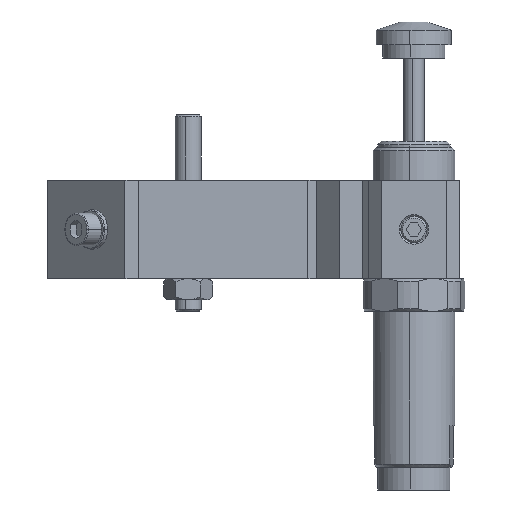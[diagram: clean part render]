
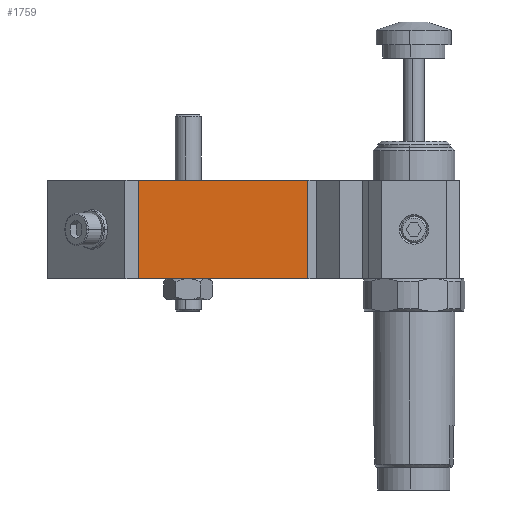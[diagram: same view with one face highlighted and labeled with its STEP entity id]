
A CAD part, front view. The second image highlights one B-rep face of the part: STEP entity #1759.
In plain terms, the highlighted planar face has unit normal (0, -1, 0).
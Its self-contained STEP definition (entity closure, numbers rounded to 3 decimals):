
#291 = ORIENTED_EDGE ( 'NONE', *, *, #4383, .T. ) ;
#299 = ORIENTED_EDGE ( 'NONE', *, *, #3949, .F. ) ;
#326 = CARTESIAN_POINT ( 'NONE',  ( 14.731, 19.769, 30. ) ) ;
#450 = VERTEX_POINT ( 'NONE', #1247 ) ;
#510 = CARTESIAN_POINT ( 'NONE',  ( 23.451, 19.769, 21. ) ) ;
#542 = AXIS2_PLACEMENT_3D ( 'NONE', #1685, #2181, #5027 ) ;
#556 = CARTESIAN_POINT ( 'NONE',  ( 14.731, 19.769, 0. ) ) ;
#569 = ORIENTED_EDGE ( 'NONE', *, *, #1064, .F. ) ;
#604 = LINE ( 'NONE', #6171, #1723 ) ;
#801 = CARTESIAN_POINT ( 'NONE',  ( 23.451, 19.769, 15. ) ) ;
#1003 = VECTOR ( 'NONE', #2653, 1000. ) ;
#1064 = EDGE_CURVE ( 'NONE', #5800, #1842, #604, .T. ) ;
#1233 = EDGE_LOOP ( 'NONE', ( #4433, #1666 ) ) ;
#1247 = CARTESIAN_POINT ( 'NONE',  ( 23.451, 19.769, 15. ) ) ;
#1380 = CARTESIAN_POINT ( 'NONE',  ( 14.965, 19.769, 9. ) ) ;
#1565 = PLANE ( 'NONE',  #542 ) ;
#1579 = VERTEX_POINT ( 'NONE', #326 ) ;
#1632 = VECTOR ( 'NONE', #3273, 1000. ) ;
#1666 = ORIENTED_EDGE ( 'NONE', *, *, #4358, .T. ) ;
#1685 = CARTESIAN_POINT ( 'NONE',  ( 5.961, 19.769, 0. ) ) ;
#1701 = LINE ( 'NONE', #2943, #4805 ) ;
#1723 = VECTOR ( 'NONE', #4543, 1000. ) ;
#1759 = ADVANCED_FACE ( 'NONE', ( #6026, #3114 ), #1565, .F. ) ;
#1842 = VERTEX_POINT ( 'NONE', #556 ) ;
#2181 = DIRECTION ( 'NONE',  ( 0., 1., 0. ) ) ;
#2447 = ORIENTED_EDGE ( 'NONE', *, *, #5625, .T. ) ;
#2653 = DIRECTION ( 'NONE',  ( -1., 0., 0. ) ) ;
#2849 = DIRECTION ( 'NONE',  ( 0., 0., 1. ) ) ;
#2943 = CARTESIAN_POINT ( 'NONE',  ( 14.731, 19.769, 30. ) ) ;
#3114 = FACE_OUTER_BOUND ( 'NONE', #4422, .T. ) ;
#3125 =( BOUNDED_CURVE ( )  B_SPLINE_CURVE ( 3, ( #5432, #3256, #510, #3227 ),
 .UNSPECIFIED., .F., .F. ) 
 B_SPLINE_CURVE_WITH_KNOTS ( ( 4, 4 ),
 ( 0., 3.142 ),
 .UNSPECIFIED. ) 
 CURVE ( )  GEOMETRIC_REPRESENTATION_ITEM ( )  RATIONAL_B_SPLINE_CURVE ( ( 1., 0.333, 0.333, 1. ) ) 
 REPRESENTATION_ITEM ( '' )  );
#3135 = CARTESIAN_POINT ( 'NONE',  ( 77.831, 19.769, 30. ) ) ;
#3227 = CARTESIAN_POINT ( 'NONE',  ( 23.451, 19.769, 15. ) ) ;
#3256 = CARTESIAN_POINT ( 'NONE',  ( 14.965, 19.769, 21. ) ) ;
#3273 = DIRECTION ( 'NONE',  ( 0., 0., 1. ) ) ;
#3611 = CARTESIAN_POINT ( 'NONE',  ( 23.451, 19.769, 9. ) ) ;
#3807 = CARTESIAN_POINT ( 'NONE',  ( 77.831, 19.769, 0. ) ) ;
#3874 =( BOUNDED_CURVE ( )  B_SPLINE_CURVE ( 3, ( #801, #3611, #1380, #5219 ),
 .UNSPECIFIED., .F., .F. ) 
 B_SPLINE_CURVE_WITH_KNOTS ( ( 4, 4 ),
 ( 3.142, 6.283 ),
 .UNSPECIFIED. ) 
 CURVE ( )  GEOMETRIC_REPRESENTATION_ITEM ( )  RATIONAL_B_SPLINE_CURVE ( ( 1., 0.333, 0.333, 1. ) ) 
 REPRESENTATION_ITEM ( '' )  );
#3949 = EDGE_CURVE ( 'NONE', #1842, #1579, #1701, .T. ) ;
#4358 = EDGE_CURVE ( 'NONE', #6049, #450, #3125, .T. ) ;
#4383 = EDGE_CURVE ( 'NONE', #5000, #1579, #6346, .T. ) ;
#4412 = CARTESIAN_POINT ( 'NONE',  ( 77.831, 19.769, 0. ) ) ;
#4422 = EDGE_LOOP ( 'NONE', ( #569, #2447, #291, #299 ) ) ;
#4433 = ORIENTED_EDGE ( 'NONE', *, *, #6646, .T. ) ;
#4543 = DIRECTION ( 'NONE',  ( -1., 0., 0. ) ) ;
#4805 = VECTOR ( 'NONE', #2849, 1000. ) ;
#5000 = VERTEX_POINT ( 'NONE', #3135 ) ;
#5027 = DIRECTION ( 'NONE',  ( 0., 0., 1. ) ) ;
#5219 = CARTESIAN_POINT ( 'NONE',  ( 14.965, 19.769, 15. ) ) ;
#5432 = CARTESIAN_POINT ( 'NONE',  ( 14.965, 19.769, 15. ) ) ;
#5625 = EDGE_CURVE ( 'NONE', #5800, #5000, #5945, .T. ) ;
#5800 = VERTEX_POINT ( 'NONE', #4412 ) ;
#5945 = LINE ( 'NONE', #3807, #1632 ) ;
#6026 = FACE_BOUND ( 'NONE', #1233, .T. ) ;
#6049 = VERTEX_POINT ( 'NONE', #6861 ) ;
#6171 = CARTESIAN_POINT ( 'NONE',  ( 5.961, 19.769, 0. ) ) ;
#6346 = LINE ( 'NONE', #7078, #1003 ) ;
#6646 = EDGE_CURVE ( 'NONE', #450, #6049, #3874, .T. ) ;
#6861 = CARTESIAN_POINT ( 'NONE',  ( 14.965, 19.769, 15. ) ) ;
#7078 = CARTESIAN_POINT ( 'NONE',  ( 5.961, 19.769, 30. ) ) ;
